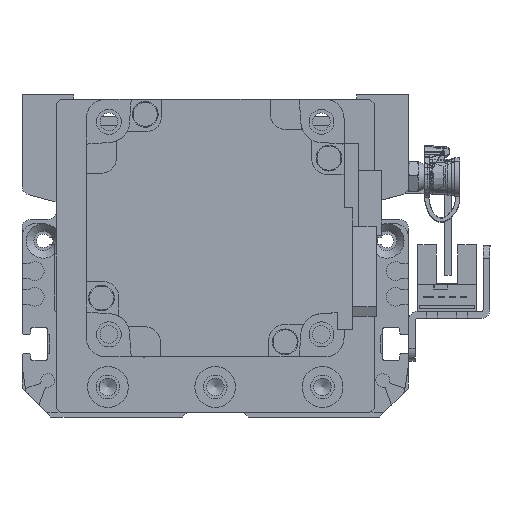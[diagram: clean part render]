
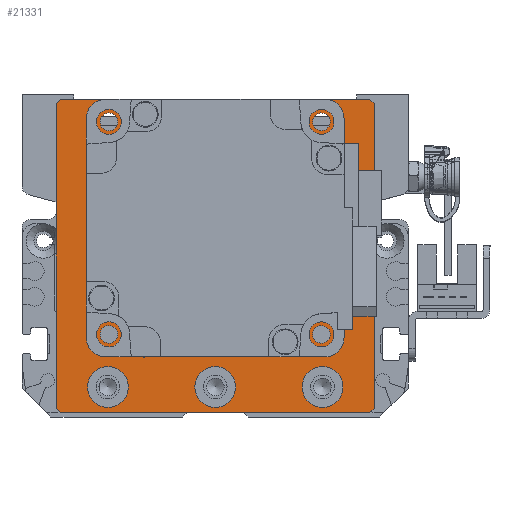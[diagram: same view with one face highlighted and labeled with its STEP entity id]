
A CAD part, left-side view. The second image highlights one B-rep face of the part: STEP entity #21331.
In plain terms, the highlighted face is planar.
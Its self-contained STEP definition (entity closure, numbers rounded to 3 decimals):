
#742=FACE_BOUND('',#4004,.T.);
#743=FACE_BOUND('',#4005,.T.);
#744=FACE_BOUND('',#4006,.T.);
#745=FACE_BOUND('',#4007,.T.);
#746=FACE_BOUND('',#4008,.T.);
#747=FACE_BOUND('',#4009,.T.);
#748=FACE_BOUND('',#4010,.T.);
#749=FACE_BOUND('',#4011,.T.);
#1161=PLANE('',#23617);
#2586=FACE_OUTER_BOUND('',#4003,.T.);
#4003=EDGE_LOOP('',(#17912,#17913,#17914,#17915,#17916,#17917,#17918,#17919));
#4004=EDGE_LOOP('',(#17920));
#4005=EDGE_LOOP('',(#17921));
#4006=EDGE_LOOP('',(#17922));
#4007=EDGE_LOOP('',(#17923));
#4008=EDGE_LOOP('',(#17924));
#4009=EDGE_LOOP('',(#17925));
#4010=EDGE_LOOP('',(#17926));
#4011=EDGE_LOOP('',(#17927));
#5647=LINE('',#35102,#7420);
#5653=LINE('',#35113,#7426);
#5660=LINE('',#35148,#7433);
#5663=LINE('',#35153,#7436);
#5669=LINE('',#35174,#7442);
#5672=LINE('',#35179,#7445);
#5673=LINE('',#35182,#7446);
#5681=LINE('',#35221,#7454);
#7420=VECTOR('',#28153,10.);
#7426=VECTOR('',#28161,10.);
#7433=VECTOR('',#28192,10.);
#7436=VECTOR('',#28197,10.);
#7442=VECTOR('',#28221,10.);
#7445=VECTOR('',#28226,10.);
#7446=VECTOR('',#28229,10.);
#7454=VECTOR('',#28279,10.);
#8863=CIRCLE('',#23586,4.75);
#8866=CIRCLE('',#23592,4.75);
#8869=CIRCLE('',#23598,4.75);
#8871=CIRCLE('',#23604,2.067);
#8872=CIRCLE('',#23606,2.067);
#8873=CIRCLE('',#23608,2.067);
#8874=CIRCLE('',#23610,2.067);
#8877=CIRCLE('',#23615,25.);
#10466=VERTEX_POINT('',#35100);
#10467=VERTEX_POINT('',#35101);
#10471=VERTEX_POINT('',#35111);
#10487=VERTEX_POINT('',#35147);
#10488=VERTEX_POINT('',#35151);
#10494=VERTEX_POINT('',#35173);
#10495=VERTEX_POINT('',#35177);
#10496=VERTEX_POINT('',#35181);
#10499=VERTEX_POINT('',#35190);
#10502=VERTEX_POINT('',#35201);
#10505=VERTEX_POINT('',#35212);
#10507=VERTEX_POINT('',#35223);
#10508=VERTEX_POINT('',#35227);
#10509=VERTEX_POINT('',#35231);
#10510=VERTEX_POINT('',#35235);
#10513=VERTEX_POINT('',#35244);
#13057=EDGE_CURVE('',#10466,#10467,#5647,.T.);
#13063=EDGE_CURVE('',#10466,#10471,#5653,.T.);
#13080=EDGE_CURVE('',#10487,#10471,#5660,.T.);
#13083=EDGE_CURVE('',#10487,#10488,#5663,.T.);
#13092=EDGE_CURVE('',#10494,#10488,#5669,.T.);
#13095=EDGE_CURVE('',#10494,#10495,#5672,.T.);
#13096=EDGE_CURVE('',#10496,#10495,#5673,.T.);
#13100=EDGE_CURVE('',#10499,#10499,#8863,.T.);
#13105=EDGE_CURVE('',#10502,#10502,#8866,.T.);
#13110=EDGE_CURVE('',#10505,#10505,#8869,.T.);
#13114=EDGE_CURVE('',#10496,#10467,#5681,.T.);
#13115=EDGE_CURVE('',#10507,#10507,#8871,.T.);
#13117=EDGE_CURVE('',#10508,#10508,#8872,.T.);
#13119=EDGE_CURVE('',#10509,#10509,#8873,.T.);
#13121=EDGE_CURVE('',#10510,#10510,#8874,.T.);
#13125=EDGE_CURVE('',#10513,#10513,#8877,.T.);
#17912=ORIENTED_EDGE('',*,*,#13057,.F.);
#17913=ORIENTED_EDGE('',*,*,#13063,.T.);
#17914=ORIENTED_EDGE('',*,*,#13080,.F.);
#17915=ORIENTED_EDGE('',*,*,#13083,.T.);
#17916=ORIENTED_EDGE('',*,*,#13092,.F.);
#17917=ORIENTED_EDGE('',*,*,#13095,.T.);
#17918=ORIENTED_EDGE('',*,*,#13096,.F.);
#17919=ORIENTED_EDGE('',*,*,#13114,.T.);
#17920=ORIENTED_EDGE('',*,*,#13100,.T.);
#17921=ORIENTED_EDGE('',*,*,#13105,.T.);
#17922=ORIENTED_EDGE('',*,*,#13110,.T.);
#17923=ORIENTED_EDGE('',*,*,#13115,.T.);
#17924=ORIENTED_EDGE('',*,*,#13117,.T.);
#17925=ORIENTED_EDGE('',*,*,#13119,.T.);
#17926=ORIENTED_EDGE('',*,*,#13121,.T.);
#17927=ORIENTED_EDGE('',*,*,#13125,.T.);
#21331=ADVANCED_FACE('',(#2586,#742,#743,#744,#745,#746,#747,#748,#749),
#1161,.T.);
#23586=AXIS2_PLACEMENT_3D('',#35191,#28239,#28240);
#23592=AXIS2_PLACEMENT_3D('',#35202,#28253,#28254);
#23598=AXIS2_PLACEMENT_3D('',#35213,#28267,#28268);
#23604=AXIS2_PLACEMENT_3D('',#35224,#28282,#28283);
#23606=AXIS2_PLACEMENT_3D('',#35228,#28287,#28288);
#23608=AXIS2_PLACEMENT_3D('',#35232,#28292,#28293);
#23610=AXIS2_PLACEMENT_3D('',#35236,#28297,#28298);
#23615=AXIS2_PLACEMENT_3D('',#35245,#28308,#28309);
#23617=AXIS2_PLACEMENT_3D('',#35249,#28314,#28315);
#28153=DIRECTION('',(0.707,-0.707,0.));
#28161=DIRECTION('',(-1.,0.,0.));
#28192=DIRECTION('',(0.707,0.707,0.));
#28197=DIRECTION('',(0.,-1.,0.));
#28221=DIRECTION('',(-0.707,0.707,0.));
#28226=DIRECTION('',(1.,0.,0.));
#28229=DIRECTION('',(-0.707,-0.707,0.));
#28239=DIRECTION('center_axis',(0.,0.,-1.));
#28240=DIRECTION('ref_axis',(1.,0.,0.));
#28253=DIRECTION('center_axis',(0.,0.,-1.));
#28254=DIRECTION('ref_axis',(1.,0.,0.));
#28267=DIRECTION('center_axis',(0.,0.,-1.));
#28268=DIRECTION('ref_axis',(1.,0.,0.));
#28279=DIRECTION('',(0.,1.,0.));
#28282=DIRECTION('center_axis',(0.,0.,-1.));
#28283=DIRECTION('ref_axis',(1.,0.,0.));
#28287=DIRECTION('center_axis',(0.,0.,-1.));
#28288=DIRECTION('ref_axis',(1.,0.,0.));
#28292=DIRECTION('center_axis',(0.,0.,-1.));
#28293=DIRECTION('ref_axis',(1.,0.,0.));
#28297=DIRECTION('center_axis',(0.,0.,-1.));
#28298=DIRECTION('ref_axis',(1.,0.,0.));
#28308=DIRECTION('center_axis',(0.,0.,-1.));
#28309=DIRECTION('ref_axis',(1.,0.,0.));
#28314=DIRECTION('center_axis',(0.,0.,1.));
#28315=DIRECTION('ref_axis',(1.,0.,0.));
#35100=CARTESIAN_POINT('',(36.,37.5,59.));
#35101=CARTESIAN_POINT('',(37.,36.5,59.));
#35102=CARTESIAN_POINT('',(36.625,36.875,59.));
#35111=CARTESIAN_POINT('',(-36.,37.5,59.));
#35113=CARTESIAN_POINT('',(37.,37.5,59.));
#35147=CARTESIAN_POINT('',(-37.,36.5,59.));
#35148=CARTESIAN_POINT('',(-36.625,36.875,59.));
#35151=CARTESIAN_POINT('',(-37.,-34.5,59.));
#35153=CARTESIAN_POINT('',(-37.,35.5,59.));
#35173=CARTESIAN_POINT('',(-36.,-35.5,59.));
#35174=CARTESIAN_POINT('',(-36.125,-35.375,59.));
#35177=CARTESIAN_POINT('',(36.,-35.5,59.));
#35179=CARTESIAN_POINT('',(-37.,-35.5,59.));
#35181=CARTESIAN_POINT('',(37.,-34.5,59.));
#35182=CARTESIAN_POINT('',(36.125,-35.375,59.));
#35190=CARTESIAN_POINT('',(-29.75,-29.5,59.));
#35191=CARTESIAN_POINT('Origin',(-25.,-29.5,59.));
#35201=CARTESIAN_POINT('',(-4.75,-29.5,59.));
#35202=CARTESIAN_POINT('Origin',(0.,-29.5,59.));
#35212=CARTESIAN_POINT('',(20.25,-29.5,59.));
#35213=CARTESIAN_POINT('Origin',(25.,-29.5,59.));
#35221=CARTESIAN_POINT('',(37.,-35.5,59.));
#35223=CARTESIAN_POINT('',(-26.816,-17.249,59.));
#35224=CARTESIAN_POINT('Origin',(-24.749,-17.249,59.));
#35227=CARTESIAN_POINT('',(-26.816,32.249,59.));
#35228=CARTESIAN_POINT('Origin',(-24.749,32.249,59.));
#35231=CARTESIAN_POINT('',(22.682,32.249,59.));
#35232=CARTESIAN_POINT('Origin',(24.749,32.249,59.));
#35235=CARTESIAN_POINT('',(22.682,-17.249,59.));
#35236=CARTESIAN_POINT('Origin',(24.749,-17.249,59.));
#35244=CARTESIAN_POINT('',(-25.,7.5,59.));
#35245=CARTESIAN_POINT('Origin',(0.,7.5,59.));
#35249=CARTESIAN_POINT('Origin',(0.,0.,
59.));
